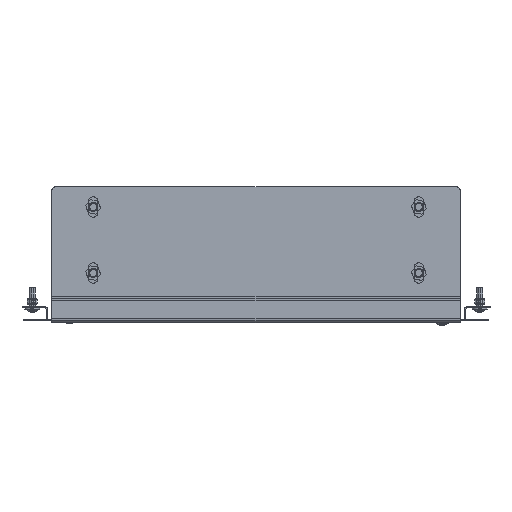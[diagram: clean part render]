
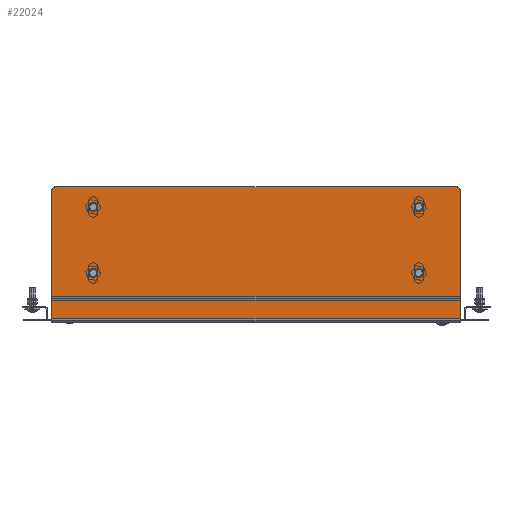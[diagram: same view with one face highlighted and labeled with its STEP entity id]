
A CAD part, front view. The second image highlights one B-rep face of the part: STEP entity #22024.
In plain terms, the highlighted planar face has unit normal (0, -1, 0).
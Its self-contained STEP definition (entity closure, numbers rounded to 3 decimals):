
#90 = VERTEX_POINT ( 'NONE', #28577 ) ;
#496 = CARTESIAN_POINT ( 'NONE',  ( 160., 0., 114. ) ) ;
#504 = ORIENTED_EDGE ( 'NONE', *, *, #31792, .T. ) ;
#777 = VERTEX_POINT ( 'NONE', #29946 ) ;
#913 = CARTESIAN_POINT ( 'NONE',  ( 160., 0., 109.5 ) ) ;
#994 = VERTEX_POINT ( 'NONE', #28987 ) ;
#1497 = CARTESIAN_POINT ( 'NONE',  ( -201., 0., 4. ) ) ;
#2316 = VECTOR ( 'NONE', #2724, 1000. ) ;
#2724 = DIRECTION ( 'NONE',  ( -1., 0., 0. ) ) ;
#2747 = DIRECTION ( 'NONE',  ( 0., 0., 1. ) ) ;
#3134 = EDGE_CURVE ( 'NONE', #7956, #19592, #19253, .T. ) ;
#3157 = FACE_BOUND ( 'NONE', #11721, .T. ) ;
#3278 = CARTESIAN_POINT ( 'NONE',  ( 160., 0., 49. ) ) ;
#3847 = ORIENTED_EDGE ( 'NONE', *, *, #3134, .F. ) ;
#4043 = CIRCLE ( 'NONE', #20468, 4.5 ) ;
#4320 = ORIENTED_EDGE ( 'NONE', *, *, #16024, .T. ) ;
#4998 = CIRCLE ( 'NONE', #10308, 4.5 ) ;
#5430 = DIRECTION ( 'NONE',  ( 0., -1., 0. ) ) ;
#5726 = DIRECTION ( 'NONE',  ( 0., 0., 1. ) ) ;
#6296 = AXIS2_PLACEMENT_3D ( 'NONE', #10852, #22059, #2747 ) ;
#7948 = DIRECTION ( 'NONE',  ( 0., 0., 1. ) ) ;
#7956 = VERTEX_POINT ( 'NONE', #22400 ) ;
#8124 = CARTESIAN_POINT ( 'NONE',  ( -196., 0., 134. ) ) ;
#8135 = EDGE_CURVE ( 'NONE', #11439, #777, #24109, .T. ) ;
#8146 = CARTESIAN_POINT ( 'NONE',  ( -160., 0., 49. ) ) ;
#8529 = DIRECTION ( 'NONE',  ( 0., 0., 1. ) ) ;
#8641 = AXIS2_PLACEMENT_3D ( 'NONE', #8146, #19173, #16605 ) ;
#9151 = CARTESIAN_POINT ( 'NONE',  ( 201., 0., 4. ) ) ;
#9680 = VERTEX_POINT ( 'NONE', #17874 ) ;
#9688 = LINE ( 'NONE', #9151, #27775 ) ;
#9843 = VERTEX_POINT ( 'NONE', #8124 ) ;
#10011 = AXIS2_PLACEMENT_3D ( 'NONE', #35499, #10288, #32712 ) ;
#10288 = DIRECTION ( 'NONE',  ( 0., 1., 0. ) ) ;
#10302 = DIRECTION ( 'NONE',  ( 0., 1., 0. ) ) ;
#10308 = AXIS2_PLACEMENT_3D ( 'NONE', #27057, #10302, #20963 ) ;
#10543 = CARTESIAN_POINT ( 'NONE',  ( -201., 0., 0. ) ) ;
#10559 = EDGE_LOOP ( 'NONE', ( #4320, #17172, #31680, #33541, #3847, #13801 ) ) ;
#10627 = DIRECTION ( 'NONE',  ( 0., 0., -1. ) ) ;
#10757 = CARTESIAN_POINT ( 'NONE',  ( 201., 0., 4. ) ) ;
#10821 = ORIENTED_EDGE ( 'NONE', *, *, #35068, .T. ) ;
#10852 = CARTESIAN_POINT ( 'NONE',  ( -196., 0., 129. ) ) ;
#10887 = DIRECTION ( 'NONE',  ( 0., 0., 1. ) ) ;
#11074 = DIRECTION ( 'NONE',  ( 0., 1., 0. ) ) ;
#11108 = AXIS2_PLACEMENT_3D ( 'NONE', #35957, #35587, #30434 ) ;
#11246 = CARTESIAN_POINT ( 'NONE',  ( -160., 0., 114. ) ) ;
#11414 = DIRECTION ( 'NONE',  ( 0., 1., 0. ) ) ;
#11439 = VERTEX_POINT ( 'NONE', #913 ) ;
#11567 = EDGE_CURVE ( 'NONE', #777, #11439, #35842, .T. ) ;
#11608 = ORIENTED_EDGE ( 'NONE', *, *, #34628, .T. ) ;
#11721 = EDGE_LOOP ( 'NONE', ( #10821, #11608 ) ) ;
#12155 = VERTEX_POINT ( 'NONE', #36171 ) ;
#12261 = AXIS2_PLACEMENT_3D ( 'NONE', #11246, #11414, #5726 ) ;
#13068 = CARTESIAN_POINT ( 'NONE',  ( -160., 0., 118.5 ) ) ;
#13156 = EDGE_LOOP ( 'NONE', ( #17884, #19578 ) ) ;
#13184 = CARTESIAN_POINT ( 'NONE',  ( -160., 0., 53.5 ) ) ;
#13674 = ORIENTED_EDGE ( 'NONE', *, *, #8135, .T. ) ;
#13801 = ORIENTED_EDGE ( 'NONE', *, *, #25571, .T. ) ;
#14466 = CIRCLE ( 'NONE', #35020, 4.5 ) ;
#15498 = EDGE_CURVE ( 'NONE', #35013, #12155, #16362, .T. ) ;
#16024 = EDGE_CURVE ( 'NONE', #30550, #9843, #19647, .T. ) ;
#16362 = CIRCLE ( 'NONE', #12261, 4.5 ) ;
#16605 = DIRECTION ( 'NONE',  ( 0., 0., 1. ) ) ;
#16623 = ORIENTED_EDGE ( 'NONE', *, *, #11567, .T. ) ;
#16764 = VECTOR ( 'NONE', #28005, 1000. ) ;
#16771 = LINE ( 'NONE', #10543, #16764 ) ;
#17129 = FACE_BOUND ( 'NONE', #13156, .T. ) ;
#17172 = ORIENTED_EDGE ( 'NONE', *, *, #20282, .T. ) ;
#17413 = DIRECTION ( 'NONE',  ( 0., 0., 1. ) ) ;
#17874 = CARTESIAN_POINT ( 'NONE',  ( -160., 0., 44.5 ) ) ;
#17884 = ORIENTED_EDGE ( 'NONE', *, *, #21297, .T. ) ;
#18567 = EDGE_CURVE ( 'NONE', #27335, #90, #4998, .T. ) ;
#19173 = DIRECTION ( 'NONE',  ( 0., 1., 0. ) ) ;
#19185 = ORIENTED_EDGE ( 'NONE', *, *, #15498, .T. ) ;
#19253 = LINE ( 'NONE', #24775, #21627 ) ;
#19578 = ORIENTED_EDGE ( 'NONE', *, *, #18567, .T. ) ;
#19592 = VERTEX_POINT ( 'NONE', #10757 ) ;
#19647 = LINE ( 'NONE', #24426, #2316 ) ;
#20282 = EDGE_CURVE ( 'NONE', #9843, #994, #23899, .T. ) ;
#20468 = AXIS2_PLACEMENT_3D ( 'NONE', #3278, #26089, #10887 ) ;
#20504 = CIRCLE ( 'NONE', #11108, 4.5 ) ;
#20963 = DIRECTION ( 'NONE',  ( 0., 0., 1. ) ) ;
#21297 = EDGE_CURVE ( 'NONE', #90, #27335, #4043, .T. ) ;
#21627 = VECTOR ( 'NONE', #10627, 1000. ) ;
#22024 = ADVANCED_FACE ( 'NONE', ( #17129, #30577, #28372, #3157, #27820 ), #22295, .F. ) ;
#22059 = DIRECTION ( 'NONE',  ( 0., -1., 0. ) ) ;
#22295 = PLANE ( 'NONE',  #23751 ) ;
#22400 = CARTESIAN_POINT ( 'NONE',  ( 201., 0., 129. ) ) ;
#23401 = EDGE_CURVE ( 'NONE', #19592, #25832, #9688, .T. ) ;
#23751 = AXIS2_PLACEMENT_3D ( 'NONE', #36274, #11074, #7948 ) ;
#23875 = AXIS2_PLACEMENT_3D ( 'NONE', #33729, #5430, #8529 ) ;
#23899 = CIRCLE ( 'NONE', #6296, 5. ) ;
#24086 = AXIS2_PLACEMENT_3D ( 'NONE', #496, #35392, #17413 ) ;
#24109 = CIRCLE ( 'NONE', #24086, 4.5 ) ;
#24426 = CARTESIAN_POINT ( 'NONE',  ( 201., 0., 134. ) ) ;
#24775 = CARTESIAN_POINT ( 'NONE',  ( 201., 0., 0. ) ) ;
#24939 = EDGE_LOOP ( 'NONE', ( #16623, #13674 ) ) ;
#25571 = EDGE_CURVE ( 'NONE', #7956, #30550, #27420, .T. ) ;
#25832 = VERTEX_POINT ( 'NONE', #1497 ) ;
#26089 = DIRECTION ( 'NONE',  ( 0., 1., 0. ) ) ;
#27057 = CARTESIAN_POINT ( 'NONE',  ( 160., 0., 49. ) ) ;
#27179 = EDGE_LOOP ( 'NONE', ( #19185, #504 ) ) ;
#27335 = VERTEX_POINT ( 'NONE', #27626 ) ;
#27420 = CIRCLE ( 'NONE', #23875, 5. ) ;
#27612 = CARTESIAN_POINT ( 'NONE',  ( -160., 0., 49. ) ) ;
#27626 = CARTESIAN_POINT ( 'NONE',  ( 160., 0., 44.5 ) ) ;
#27775 = VECTOR ( 'NONE', #34533, 1000. ) ;
#27788 = DIRECTION ( 'NONE',  ( 0., 0., 1. ) ) ;
#27820 = FACE_OUTER_BOUND ( 'NONE', #10559, .T. ) ;
#28005 = DIRECTION ( 'NONE',  ( 0., 0., -1. ) ) ;
#28372 = FACE_BOUND ( 'NONE', #27179, .T. ) ;
#28577 = CARTESIAN_POINT ( 'NONE',  ( 160., 0., 53.5 ) ) ;
#28987 = CARTESIAN_POINT ( 'NONE',  ( -201., 0., 129. ) ) ;
#29946 = CARTESIAN_POINT ( 'NONE',  ( 160., 0., 118.5 ) ) ;
#30434 = DIRECTION ( 'NONE',  ( 0., 0., 1. ) ) ;
#30550 = VERTEX_POINT ( 'NONE', #35545 ) ;
#30577 = FACE_BOUND ( 'NONE', #24939, .T. ) ;
#31680 = ORIENTED_EDGE ( 'NONE', *, *, #34635, .T. ) ;
#31792 = EDGE_CURVE ( 'NONE', #12155, #35013, #20504, .T. ) ;
#32438 = VERTEX_POINT ( 'NONE', #13184 ) ;
#32609 = CIRCLE ( 'NONE', #8641, 4.5 ) ;
#32712 = DIRECTION ( 'NONE',  ( 0., 0., 1. ) ) ;
#33107 = DIRECTION ( 'NONE',  ( 0., 1., 0. ) ) ;
#33541 = ORIENTED_EDGE ( 'NONE', *, *, #23401, .F. ) ;
#33729 = CARTESIAN_POINT ( 'NONE',  ( 196., 0., 129. ) ) ;
#34533 = DIRECTION ( 'NONE',  ( -1., 0., 0. ) ) ;
#34628 = EDGE_CURVE ( 'NONE', #9680, #32438, #32609, .T. ) ;
#34635 = EDGE_CURVE ( 'NONE', #994, #25832, #16771, .T. ) ;
#35013 = VERTEX_POINT ( 'NONE', #13068 ) ;
#35020 = AXIS2_PLACEMENT_3D ( 'NONE', #27612, #33107, #27788 ) ;
#35068 = EDGE_CURVE ( 'NONE', #32438, #9680, #14466, .T. ) ;
#35392 = DIRECTION ( 'NONE',  ( 0., 1., 0. ) ) ;
#35499 = CARTESIAN_POINT ( 'NONE',  ( 160., 0., 114. ) ) ;
#35545 = CARTESIAN_POINT ( 'NONE',  ( 196., 0., 134. ) ) ;
#35587 = DIRECTION ( 'NONE',  ( 0., 1., 0. ) ) ;
#35842 = CIRCLE ( 'NONE', #10011, 4.5 ) ;
#35957 = CARTESIAN_POINT ( 'NONE',  ( -160., 0., 114. ) ) ;
#36171 = CARTESIAN_POINT ( 'NONE',  ( -160., 0., 109.5 ) ) ;
#36274 = CARTESIAN_POINT ( 'NONE',  ( 201., 0., 0. ) ) ;
